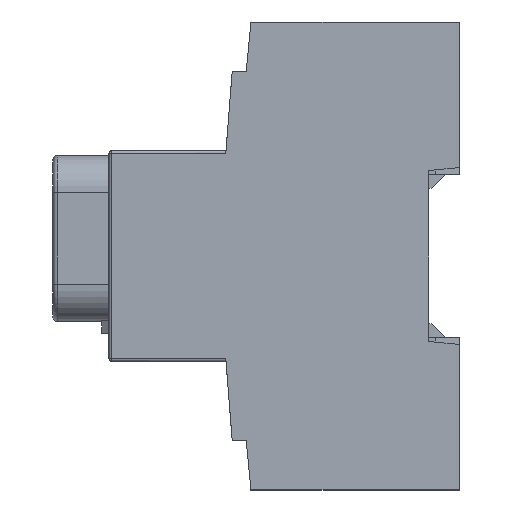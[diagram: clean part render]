
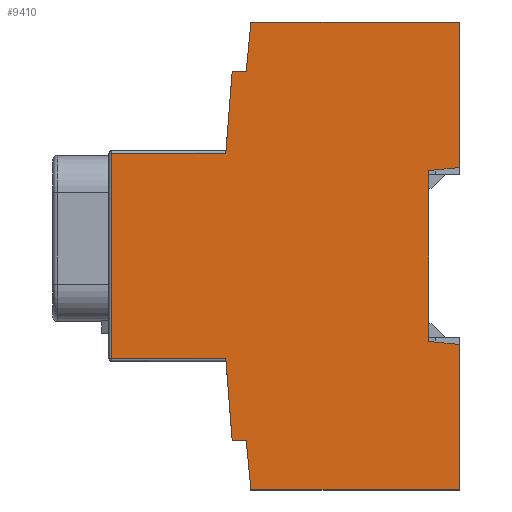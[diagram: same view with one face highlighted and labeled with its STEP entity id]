
A CAD part, left-side view. The second image highlights one B-rep face of the part: STEP entity #9410.
In plain terms, the highlighted planar face has unit normal (-1, 0, 0).
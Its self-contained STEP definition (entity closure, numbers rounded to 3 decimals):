
#395 = VERTEX_POINT ( 'NONE', #4752 ) ;
#678 = LINE ( 'NONE', #45038, #3449 ) ;
#681 = LINE ( 'NONE', #44871, #27201 ) ;
#1902 = CARTESIAN_POINT ( 'NONE',  ( 0., 0., -50. ) ) ;
#2461 = EDGE_CURVE ( 'NONE', #395, #44455, #678, .T. ) ;
#2715 = VECTOR ( 'NONE', #16841, 1000. ) ;
#2904 = VERTEX_POINT ( 'NONE', #15469 ) ;
#2973 = EDGE_CURVE ( 'NONE', #43322, #9206, #14993, .T. ) ;
#3122 = LINE ( 'NONE', #42106, #35723 ) ;
#3449 = VECTOR ( 'NONE', #9441, 1000. ) ;
#3815 = CARTESIAN_POINT ( 'NONE',  ( 0., 6.5, -18.25 ) ) ;
#4170 = EDGE_CURVE ( 'NONE', #2904, #27373, #32460, .T. ) ;
#4413 = LINE ( 'NONE', #39032, #6650 ) ;
#4752 = CARTESIAN_POINT ( 'NONE',  ( 0., 44.5, 50. ) ) ;
#4936 = DIRECTION ( 'NONE',  ( -1., 0., 0. ) ) ;
#5738 = ORIENTED_EDGE ( 'NONE', *, *, #10796, .F. ) ;
#5745 = VERTEX_POINT ( 'NONE', #34070 ) ;
#6650 = VECTOR ( 'NONE', #24797, 1000. ) ;
#8113 = EDGE_CURVE ( 'NONE', #16170, #43322, #9612, .T. ) ;
#8735 = CARTESIAN_POINT ( 'NONE',  ( 0., 0., -18.9 ) ) ;
#9206 = VERTEX_POINT ( 'NONE', #14033 ) ;
#9288 = ORIENTED_EDGE ( 'NONE', *, *, #43800, .F. ) ;
#9375 = CARTESIAN_POINT ( 'NONE',  ( 0., 0., -50. ) ) ;
#9410 = ADVANCED_FACE ( 'NONE', ( #10058 ), #15727, .T. ) ;
#9441 = DIRECTION ( 'NONE',  ( 0., -1., 0. ) ) ;
#9612 = LINE ( 'NONE', #9375, #16234 ) ;
#9831 = LINE ( 'NONE', #27439, #39659 ) ;
#10058 = FACE_OUTER_BOUND ( 'NONE', #45140, .T. ) ;
#10354 = LINE ( 'NONE', #20065, #36851 ) ;
#10522 = EDGE_CURVE ( 'NONE', #5745, #11740, #28722, .T. ) ;
#10543 = VECTOR ( 'NONE', #37965, 1000. ) ;
#10580 = ORIENTED_EDGE ( 'NONE', *, *, #38802, .F. ) ;
#10791 = DIRECTION ( 'NONE',  ( 0., -1., 0. ) ) ;
#10796 = EDGE_CURVE ( 'NONE', #44455, #28929, #4413, .T. ) ;
#11076 = ORIENTED_EDGE ( 'NONE', *, *, #15395, .F. ) ;
#11080 = VECTOR ( 'NONE', #10791, 1000. ) ;
#11708 = ORIENTED_EDGE ( 'NONE', *, *, #21685, .F. ) ;
#11740 = VERTEX_POINT ( 'NONE', #3815 ) ;
#12810 = CARTESIAN_POINT ( 'NONE',  ( 0., 74.325, -22. ) ) ;
#12873 = EDGE_CURVE ( 'NONE', #2904, #44632, #19258, .T. ) ;
#12912 = DIRECTION ( 'NONE',  ( 0., 1., 0. ) ) ;
#13234 = ORIENTED_EDGE ( 'NONE', *, *, #38087, .T. ) ;
#13947 = VECTOR ( 'NONE', #33357, 1000. ) ;
#14033 = CARTESIAN_POINT ( 'NONE',  ( 0., 45.5, -39.5 ) ) ;
#14993 = LINE ( 'NONE', #44905, #40401 ) ;
#15050 = DIRECTION ( 'NONE',  ( 0., 0.078, 0.997 ) ) ;
#15389 = ORIENTED_EDGE ( 'NONE', *, *, #2973, .F. ) ;
#15395 = EDGE_CURVE ( 'NONE', #28929, #5745, #3122, .T. ) ;
#15469 = CARTESIAN_POINT ( 'NONE',  ( 0., 49.864, 22. ) ) ;
#15727 = PLANE ( 'NONE',  #17261 ) ;
#16170 = VERTEX_POINT ( 'NONE', #1902 ) ;
#16234 = VECTOR ( 'NONE', #12912, 1000. ) ;
#16520 = ORIENTED_EDGE ( 'NONE', *, *, #20454, .F. ) ;
#16841 = DIRECTION ( 'NONE',  ( 0., 1., 0. ) ) ;
#16982 = ORIENTED_EDGE ( 'NONE', *, *, #8113, .F. ) ;
#17261 = AXIS2_PLACEMENT_3D ( 'NONE', #40420, #4936, #19278 ) ;
#18606 = VERTEX_POINT ( 'NONE', #44639 ) ;
#18740 = ORIENTED_EDGE ( 'NONE', *, *, #10522, .F. ) ;
#19192 = CARTESIAN_POINT ( 'NONE',  ( 0., 0., 50. ) ) ;
#19258 = LINE ( 'NONE', #38002, #2715 ) ;
#19278 = DIRECTION ( 'NONE',  ( 0., 0., 1. ) ) ;
#19635 = DIRECTION ( 'NONE',  ( 0., -0.078, 0.997 ) ) ;
#20065 = CARTESIAN_POINT ( 'NONE',  ( 0., 0., -18.9 ) ) ;
#20454 = EDGE_CURVE ( 'NONE', #34895, #28390, #33126, .T. ) ;
#20494 = CARTESIAN_POINT ( 'NONE',  ( 0., 48.5, 39.5 ) ) ;
#20910 = LINE ( 'NONE', #36962, #21438 ) ;
#20959 = CARTESIAN_POINT ( 'NONE',  ( 0., 49.864, -22. ) ) ;
#21438 = VECTOR ( 'NONE', #40045, 1000. ) ;
#21685 = EDGE_CURVE ( 'NONE', #42338, #16170, #34142, .T. ) ;
#22403 = EDGE_CURVE ( 'NONE', #9206, #34895, #9831, .T. ) ;
#22717 = DIRECTION ( 'NONE',  ( 0., 0., -1. ) ) ;
#23738 = LINE ( 'NONE', #34837, #11080 ) ;
#24192 = DIRECTION ( 'NONE',  ( 0., -1., 0. ) ) ;
#24200 = ORIENTED_EDGE ( 'NONE', *, *, #2461, .F. ) ;
#24797 = DIRECTION ( 'NONE',  ( 0., 0., -1. ) ) ;
#26752 = EDGE_CURVE ( 'NONE', #18606, #395, #42112, .T. ) ;
#27201 = VECTOR ( 'NONE', #24192, 1000. ) ;
#27373 = VERTEX_POINT ( 'NONE', #20494 ) ;
#27402 = ORIENTED_EDGE ( 'NONE', *, *, #26752, .F. ) ;
#27439 = CARTESIAN_POINT ( 'NONE',  ( 0., 48.5, -39.5 ) ) ;
#28390 = VERTEX_POINT ( 'NONE', #20959 ) ;
#28722 = LINE ( 'NONE', #37508, #10543 ) ;
#28929 = VERTEX_POINT ( 'NONE', #43616 ) ;
#30073 = DIRECTION ( 'NONE',  ( 0., 0.095, 0.995 ) ) ;
#30086 = ORIENTED_EDGE ( 'NONE', *, *, #4170, .F. ) ;
#32148 = CARTESIAN_POINT ( 'NONE',  ( 0., 49.825, -22.5 ) ) ;
#32460 = LINE ( 'NONE', #37085, #41305 ) ;
#33126 = LINE ( 'NONE', #32148, #37012 ) ;
#33354 = CARTESIAN_POINT ( 'NONE',  ( 0., 74.325, 22. ) ) ;
#33357 = DIRECTION ( 'NONE',  ( 0., -0.095, 0.995 ) ) ;
#34070 = CARTESIAN_POINT ( 'NONE',  ( 0., 6.5, 18.25 ) ) ;
#34142 = LINE ( 'NONE', #19192, #44643 ) ;
#34837 = CARTESIAN_POINT ( 'NONE',  ( 0., 49.825, -22. ) ) ;
#34895 = VERTEX_POINT ( 'NONE', #38953 ) ;
#35581 = CARTESIAN_POINT ( 'NONE',  ( 0., 0., 50. ) ) ;
#35712 = CARTESIAN_POINT ( 'NONE',  ( 0., 45.5, 39.5 ) ) ;
#35723 = VECTOR ( 'NONE', #45630, 1000. ) ;
#36693 = EDGE_CURVE ( 'NONE', #43803, #28390, #23738, .T. ) ;
#36851 = VECTOR ( 'NONE', #44739, 1000. ) ;
#36962 = CARTESIAN_POINT ( 'NONE',  ( 0., 74.325, -22.5 ) ) ;
#37012 = VECTOR ( 'NONE', #15050, 1000. ) ;
#37085 = CARTESIAN_POINT ( 'NONE',  ( 0., 49.825, 22.5 ) ) ;
#37508 = CARTESIAN_POINT ( 'NONE',  ( 0., 6.5, -18.25 ) ) ;
#37816 = DIRECTION ( 'NONE',  ( 0., 1., 0. ) ) ;
#37965 = DIRECTION ( 'NONE',  ( 0., 0., -1. ) ) ;
#38002 = CARTESIAN_POINT ( 'NONE',  ( 0., 74.825, 22. ) ) ;
#38087 = EDGE_CURVE ( 'NONE', #44632, #43803, #20910, .T. ) ;
#38802 = EDGE_CURVE ( 'NONE', #11740, #42338, #10354, .T. ) ;
#38953 = CARTESIAN_POINT ( 'NONE',  ( 0., 48.5, -39.5 ) ) ;
#39032 = CARTESIAN_POINT ( 'NONE',  ( 0., 0., 50. ) ) ;
#39659 = VECTOR ( 'NONE', #37816, 1000. ) ;
#40045 = DIRECTION ( 'NONE',  ( 0., 0., -1. ) ) ;
#40401 = VECTOR ( 'NONE', #30073, 1000. ) ;
#40420 = CARTESIAN_POINT ( 'NONE',  ( 0., 0., 0. ) ) ;
#40583 = ORIENTED_EDGE ( 'NONE', *, *, #22403, .F. ) ;
#41305 = VECTOR ( 'NONE', #19635, 1000. ) ;
#42106 = CARTESIAN_POINT ( 'NONE',  ( 0., 6.5, 18.25 ) ) ;
#42112 = LINE ( 'NONE', #35712, #13947 ) ;
#42338 = VERTEX_POINT ( 'NONE', #8735 ) ;
#43322 = VERTEX_POINT ( 'NONE', #43993 ) ;
#43340 = ORIENTED_EDGE ( 'NONE', *, *, #36693, .T. ) ;
#43616 = CARTESIAN_POINT ( 'NONE',  ( 0., 0., 18.9 ) ) ;
#43800 = EDGE_CURVE ( 'NONE', #27373, #18606, #681, .T. ) ;
#43803 = VERTEX_POINT ( 'NONE', #12810 ) ;
#43993 = CARTESIAN_POINT ( 'NONE',  ( 0., 44.5, -50. ) ) ;
#44342 = ORIENTED_EDGE ( 'NONE', *, *, #12873, .T. ) ;
#44455 = VERTEX_POINT ( 'NONE', #35581 ) ;
#44632 = VERTEX_POINT ( 'NONE', #33354 ) ;
#44639 = CARTESIAN_POINT ( 'NONE',  ( 0., 45.5, 39.5 ) ) ;
#44643 = VECTOR ( 'NONE', #22717, 1000. ) ;
#44739 = DIRECTION ( 'NONE',  ( 0., -0.995, -0.1 ) ) ;
#44871 = CARTESIAN_POINT ( 'NONE',  ( 0., 48.5, 39.5 ) ) ;
#44905 = CARTESIAN_POINT ( 'NONE',  ( 0., 45.5, -39.5 ) ) ;
#45038 = CARTESIAN_POINT ( 'NONE',  ( 0., 0., 50. ) ) ;
#45140 = EDGE_LOOP ( 'NONE', ( #10580, #18740, #11076, #5738, #24200, #27402, #9288, #30086, #44342, #13234, #43340, #16520, #40583, #15389, #16982, #11708 ) ) ;
#45630 = DIRECTION ( 'NONE',  ( 0., 0.995, -0.1 ) ) ;
